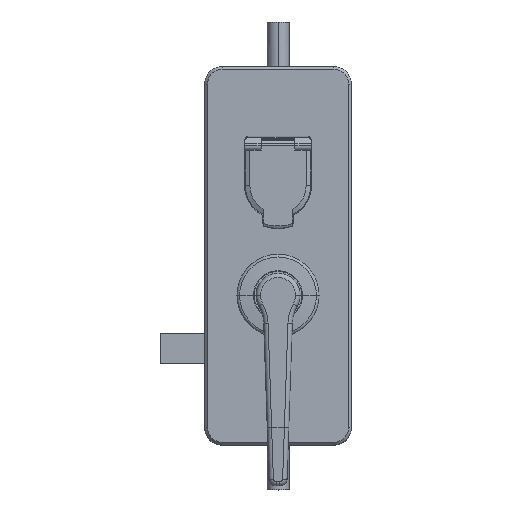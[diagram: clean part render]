
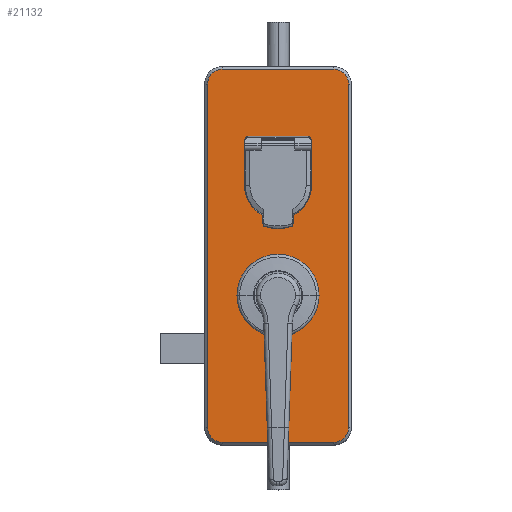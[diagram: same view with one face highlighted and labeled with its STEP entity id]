
A CAD part, top view. The second image highlights one B-rep face of the part: STEP entity #21132.
In plain terms, the highlighted planar face has unit normal (0, 0, 1).
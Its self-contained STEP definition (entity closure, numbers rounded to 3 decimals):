
#357 = CARTESIAN_POINT ( 'NONE',  ( -48.1, -90., 6. ) ) ;
#377 = VERTEX_POINT ( 'NONE', #15365 ) ;
#1143 = CIRCLE ( 'NONE', #25830, 10.1 ) ;
#1935 = VERTEX_POINT ( 'NONE', #7618 ) ;
#2049 = DIRECTION ( 'NONE',  ( 0., 0., 1. ) ) ;
#2051 = VERTEX_POINT ( 'NONE', #5188 ) ;
#2497 = ORIENTED_EDGE ( 'NONE', *, *, #5146, .T. ) ;
#2816 = ORIENTED_EDGE ( 'NONE', *, *, #14584, .T. ) ;
#2970 = DIRECTION ( 'NONE',  ( 0., 0., 1. ) ) ;
#3206 = DIRECTION ( 'NONE',  ( 0., 0., 1. ) ) ;
#3795 = EDGE_LOOP ( 'NONE', ( #32840, #19219 ) ) ;
#4089 = DIRECTION ( 'NONE',  ( -1., 0., 0. ) ) ;
#4438 = CARTESIAN_POINT ( 'NONE',  ( 0., 0., 6. ) ) ;
#4479 = EDGE_CURVE ( 'NONE', #20204, #7387, #15981, .T. ) ;
#4707 = CIRCLE ( 'NONE', #26712, 20. ) ;
#4855 = CIRCLE ( 'NONE', #32211, 10.1 ) ;
#5146 = EDGE_CURVE ( 'NONE', #377, #2051, #4855, .T. ) ;
#5168 = LINE ( 'NONE', #8426, #9541 ) ;
#5188 = CARTESIAN_POINT ( 'NONE',  ( 48.1, -90., 6. ) ) ;
#5883 = ORIENTED_EDGE ( 'NONE', *, *, #18844, .T. ) ;
#6652 = VERTEX_POINT ( 'NONE', #12944 ) ;
#6873 = DIRECTION ( 'NONE',  ( 0., 0., 1. ) ) ;
#6942 = CARTESIAN_POINT ( 'NONE',  ( -28., 0., 6. ) ) ;
#7055 = FACE_OUTER_BOUND ( 'NONE', #27192, .T. ) ;
#7088 = ORIENTED_EDGE ( 'NONE', *, *, #10650, .T. ) ;
#7387 = VERTEX_POINT ( 'NONE', #17830 ) ;
#7612 = CIRCLE ( 'NONE', #26600, 10.1 ) ;
#7618 = CARTESIAN_POINT ( 'NONE',  ( 48.1, 144., 6. ) ) ;
#7775 = VERTEX_POINT ( 'NONE', #12112 ) ;
#7860 = ORIENTED_EDGE ( 'NONE', *, *, #13458, .T. ) ;
#8081 = LINE ( 'NONE', #18040, #21654 ) ;
#8426 = CARTESIAN_POINT ( 'NONE',  ( -48.1, -90., 6. ) ) ;
#8814 = LINE ( 'NONE', #31988, #25129 ) ;
#8881 = CARTESIAN_POINT ( 'NONE',  ( 38., -90., 6. ) ) ;
#9246 = DIRECTION ( 'NONE',  ( 1., 0., 0. ) ) ;
#9467 = PLANE ( 'NONE',  #17952 ) ;
#9526 = DIRECTION ( 'NONE',  ( 1., 0., 0. ) ) ;
#9541 = VECTOR ( 'NONE', #11096, 1000. ) ;
#9603 = DIRECTION ( 'NONE',  ( 1., 0., 0. ) ) ;
#9737 = EDGE_CURVE ( 'NONE', #7387, #377, #8814, .T. ) ;
#9810 = AXIS2_PLACEMENT_3D ( 'NONE', #4438, #6873, #9526 ) ;
#10172 = DIRECTION ( 'NONE',  ( 1., 0., 0. ) ) ;
#10317 = DIRECTION ( 'NONE',  ( 0., 1., 0. ) ) ;
#10482 = EDGE_CURVE ( 'NONE', #12315, #19114, #18767, .T. ) ;
#10650 = EDGE_CURVE ( 'NONE', #24433, #31719, #30613, .T. ) ;
#10934 = CARTESIAN_POINT ( 'NONE',  ( -38., -90., 6. ) ) ;
#11081 = CARTESIAN_POINT ( 'NONE',  ( 38., 154.1, 6. ) ) ;
#11096 = DIRECTION ( 'NONE',  ( 0., -1., 0. ) ) ;
#12065 = DIRECTION ( 'NONE',  ( 0., 0., 1. ) ) ;
#12112 = CARTESIAN_POINT ( 'NONE',  ( -38., 154.1, 6. ) ) ;
#12315 = VERTEX_POINT ( 'NONE', #6942 ) ;
#12374 = EDGE_CURVE ( 'NONE', #7775, #6652, #1143, .T. ) ;
#12944 = CARTESIAN_POINT ( 'NONE',  ( -48.1, 144., 6. ) ) ;
#13438 = CARTESIAN_POINT ( 'NONE',  ( 28., 0., 6. ) ) ;
#13458 = EDGE_CURVE ( 'NONE', #6652, #20204, #5168, .T. ) ;
#13568 = VECTOR ( 'NONE', #4089, 1000. ) ;
#13821 = FACE_BOUND ( 'NONE', #14199, .T. ) ;
#13958 = ORIENTED_EDGE ( 'NONE', *, *, #4479, .T. ) ;
#14199 = EDGE_LOOP ( 'NONE', ( #2816, #7088 ) ) ;
#14584 = EDGE_CURVE ( 'NONE', #31719, #24433, #4707, .T. ) ;
#14804 = CARTESIAN_POINT ( 'NONE',  ( -20., 75., 6. ) ) ;
#15365 = CARTESIAN_POINT ( 'NONE',  ( 38., -100.1, 6. ) ) ;
#15981 = CIRCLE ( 'NONE', #27750, 10.1 ) ;
#16460 = DIRECTION ( 'NONE',  ( 1., 0., 0. ) ) ;
#16495 = VERTEX_POINT ( 'NONE', #11081 ) ;
#17830 = CARTESIAN_POINT ( 'NONE',  ( -38., -100.1, 6. ) ) ;
#17952 = AXIS2_PLACEMENT_3D ( 'NONE', #24930, #32456, #9246 ) ;
#18040 = CARTESIAN_POINT ( 'NONE',  ( 48.1, 144., 6. ) ) ;
#18308 = CARTESIAN_POINT ( 'NONE',  ( 0., 0., 6. ) ) ;
#18767 = CIRCLE ( 'NONE', #9810, 28. ) ;
#18844 = EDGE_CURVE ( 'NONE', #1935, #16495, #7612, .T. ) ;
#19097 = ORIENTED_EDGE ( 'NONE', *, *, #23551, .T. ) ;
#19114 = VERTEX_POINT ( 'NONE', #13438 ) ;
#19124 = DIRECTION ( 'NONE',  ( 0., 0., -1. ) ) ;
#19219 = ORIENTED_EDGE ( 'NONE', *, *, #28072, .F. ) ;
#19824 = DIRECTION ( 'NONE',  ( 1., 0., 0. ) ) ;
#19830 = DIRECTION ( 'NONE',  ( 1., 0., 0. ) ) ;
#20106 = DIRECTION ( 'NONE',  ( 0., 0., -1. ) ) ;
#20204 = VERTEX_POINT ( 'NONE', #357 ) ;
#20531 = EDGE_CURVE ( 'NONE', #16495, #7775, #29455, .T. ) ;
#20757 = DIRECTION ( 'NONE',  ( 1., 0., 0. ) ) ;
#21132 = ADVANCED_FACE ( 'NONE', ( #22979, #13821, #7055 ), #9467, .T. ) ;
#21492 = AXIS2_PLACEMENT_3D ( 'NONE', #18308, #23276, #25601 ) ;
#21654 = VECTOR ( 'NONE', #10317, 1000. ) ;
#21740 = CARTESIAN_POINT ( 'NONE',  ( 20., 75., 6. ) ) ;
#22978 = CARTESIAN_POINT ( 'NONE',  ( 0., 75., 6. ) ) ;
#22979 = FACE_BOUND ( 'NONE', #3795, .T. ) ;
#23276 = DIRECTION ( 'NONE',  ( 0., 0., 1. ) ) ;
#23551 = EDGE_CURVE ( 'NONE', #2051, #1935, #8081, .T. ) ;
#24433 = VERTEX_POINT ( 'NONE', #21740 ) ;
#24580 = CIRCLE ( 'NONE', #21492, 28. ) ;
#24654 = ORIENTED_EDGE ( 'NONE', *, *, #12374, .T. ) ;
#24930 = CARTESIAN_POINT ( 'NONE',  ( 0., 0., 6. ) ) ;
#25129 = VECTOR ( 'NONE', #19830, 1000. ) ;
#25295 = DIRECTION ( 'NONE',  ( 1., 0., 0. ) ) ;
#25510 = ORIENTED_EDGE ( 'NONE', *, *, #20531, .T. ) ;
#25601 = DIRECTION ( 'NONE',  ( 1., 0., 0. ) ) ;
#25830 = AXIS2_PLACEMENT_3D ( 'NONE', #26944, #12065, #9603 ) ;
#26554 = ORIENTED_EDGE ( 'NONE', *, *, #9737, .T. ) ;
#26600 = AXIS2_PLACEMENT_3D ( 'NONE', #30080, #2049, #19824 ) ;
#26712 = AXIS2_PLACEMENT_3D ( 'NONE', #28847, #19124, #16460 ) ;
#26944 = CARTESIAN_POINT ( 'NONE',  ( -38., 144., 6. ) ) ;
#27192 = EDGE_LOOP ( 'NONE', ( #13958, #26554, #2497, #19097, #5883, #25510, #24654, #7860 ) ) ;
#27750 = AXIS2_PLACEMENT_3D ( 'NONE', #10934, #3206, #25295 ) ;
#28072 = EDGE_CURVE ( 'NONE', #19114, #12315, #24580, .T. ) ;
#28847 = CARTESIAN_POINT ( 'NONE',  ( 0., 75., 6. ) ) ;
#29455 = LINE ( 'NONE', #32045, #13568 ) ;
#30080 = CARTESIAN_POINT ( 'NONE',  ( 38., 144., 6. ) ) ;
#30613 = CIRCLE ( 'NONE', #31943, 20. ) ;
#31719 = VERTEX_POINT ( 'NONE', #14804 ) ;
#31943 = AXIS2_PLACEMENT_3D ( 'NONE', #22978, #20106, #10172 ) ;
#31988 = CARTESIAN_POINT ( 'NONE',  ( 38., -100.1, 6. ) ) ;
#32045 = CARTESIAN_POINT ( 'NONE',  ( -38., 154.1, 6. ) ) ;
#32211 = AXIS2_PLACEMENT_3D ( 'NONE', #8881, #2970, #20757 ) ;
#32456 = DIRECTION ( 'NONE',  ( 0., 0., 1. ) ) ;
#32840 = ORIENTED_EDGE ( 'NONE', *, *, #10482, .F. ) ;
